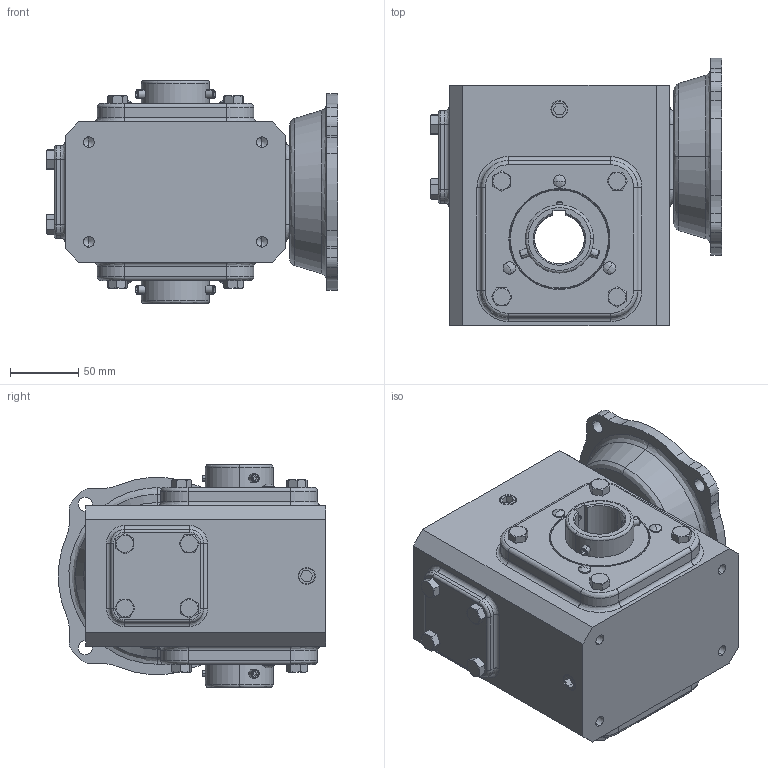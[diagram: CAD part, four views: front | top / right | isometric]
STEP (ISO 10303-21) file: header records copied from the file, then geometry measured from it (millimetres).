
FILE_DESCRIPTION (( 'STEP AP203' ), '1' );
FILE_NAME ('WGSS-237-030-HA.step', '2022-12-08T19:57:22', ( '' ), ( '' ), 'SwSTEP 2.0', 'SolidWorks 2021', '' );
FILE_SCHEMA (( 'CONFIG_CONTROL_DESIGN' ));
Length unit declared in the file: inch
Products named in the file (1): WGSS-237-030-HA
Bounding box: 213.68 x 196.32 x 163.5 mm (x, y, z)
Volume: 3350424.1 mm3; surface area: 224596.8 mm2
Topology: 7 solids, 7 shells, 670 faces, 1641 edges, 1041 vertices
Faces by surface type: plane 287, cylinder 195, cone 103, bspline 85
Entity records: 23995 total; most frequent: CARTESIAN_POINT 8544, ORIENTED_EDGE 3246, DIRECTION 3070, EDGE_CURVE 1623, AXIS2_PLACEMENT_3D 1099, VERTEX_POINT 1041, LINE 872, VECTOR 872
